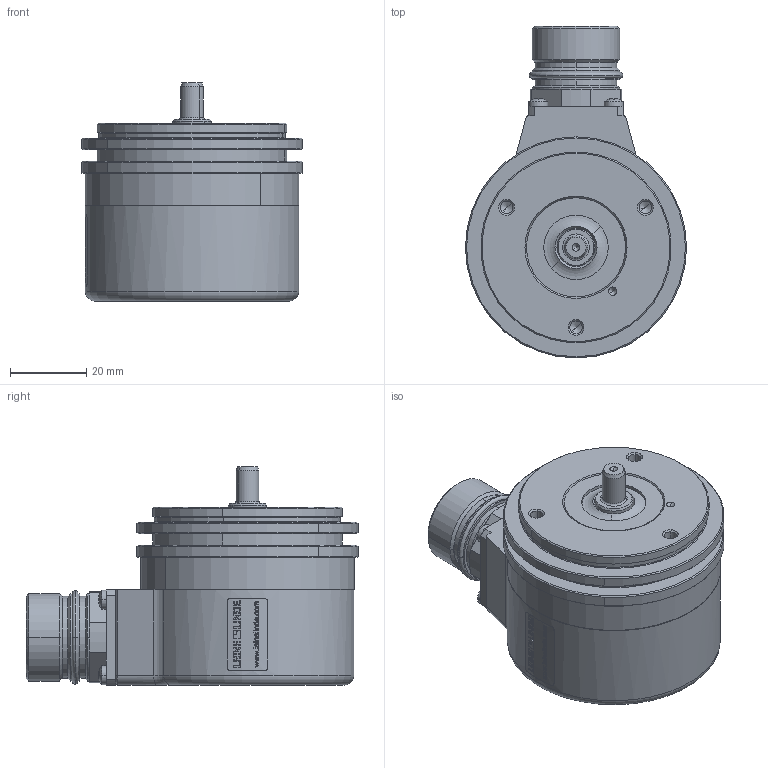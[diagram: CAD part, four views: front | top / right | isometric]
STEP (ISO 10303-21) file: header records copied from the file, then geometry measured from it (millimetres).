
FILE_DESCRIPTION((''),'2;1');
FILE_NAME('576218','2011-01-13T',('se2802'),(''),'PRO/ENGINEER BY PARAMETRIC TECHNOLOGY CORPORATION, 2010180','PRO/ENGINEER BY PARAMETRIC TECHNOLOGY CORPORATION, 2010180','');
FILE_SCHEMA(('CONFIG_CONTROL_DESIGN'));
Length unit declared in the file: millimetre
Products named in the file (1): 576218
Bounding box: 58 x 87.1 x 57.2 mm (x, y, z)
Volume: 71950.1 mm3; surface area: 39231.1 mm2
Topology: 3 solids, 3 shells, 1187 faces, 3016 edges, 1965 vertices
Faces by surface type: plane 374, cylinder 348, extrusion 324, cone 90, torus 41, sphere 8, bspline 2
Entity records: 41212 total; most frequent: CARTESIAN_POINT 13534, ORIENTED_EDGE 6008, DIRECTION 5014, EDGE_CURVE 3004, VERTEX_POINT 1965, AXIS2_PLACEMENT_3D 1743, VECTOR 1528, EDGE_LOOP 1333
